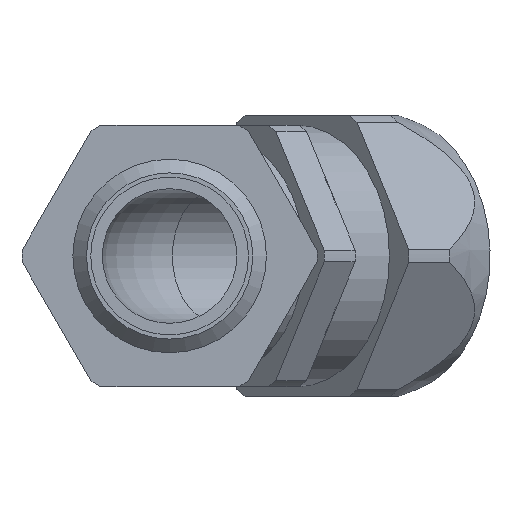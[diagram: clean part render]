
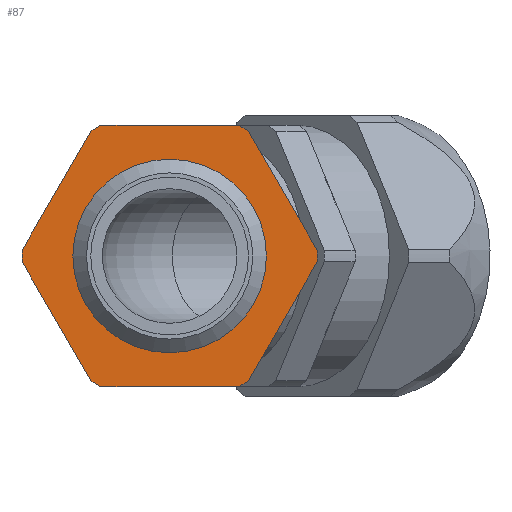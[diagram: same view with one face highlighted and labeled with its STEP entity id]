
A CAD part, front view. The second image highlights one B-rep face of the part: STEP entity #87.
In plain terms, the highlighted planar face has unit normal (0, -1, 0).
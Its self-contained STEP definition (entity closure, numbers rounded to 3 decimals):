
#87 = ADVANCED_FACE( '', ( #171, #172 ), #173, .T. );
#171 = FACE_BOUND( '', #315, .T. );
#172 = FACE_OUTER_BOUND( '', #316, .T. );
#173 = PLANE( '', #317 );
#315 = EDGE_LOOP( '', ( #519 ) );
#316 = EDGE_LOOP( '', ( #520, #521, #522, #523, #524, #525, #526, #527, #528, #529, #530, #531 ) );
#317 = AXIS2_PLACEMENT_3D( '', #532, #533, #534 );
#519 = ORIENTED_EDGE( '', *, *, #930, .F. );
#520 = ORIENTED_EDGE( '', *, *, #931, .T. );
#521 = ORIENTED_EDGE( '', *, *, #932, .T. );
#522 = ORIENTED_EDGE( '', *, *, #933, .T. );
#523 = ORIENTED_EDGE( '', *, *, #934, .T. );
#524 = ORIENTED_EDGE( '', *, *, #935, .T. );
#525 = ORIENTED_EDGE( '', *, *, #936, .T. );
#526 = ORIENTED_EDGE( '', *, *, #937, .T. );
#527 = ORIENTED_EDGE( '', *, *, #938, .T. );
#528 = ORIENTED_EDGE( '', *, *, #939, .T. );
#529 = ORIENTED_EDGE( '', *, *, #940, .T. );
#530 = ORIENTED_EDGE( '', *, *, #941, .T. );
#531 = ORIENTED_EDGE( '', *, *, #942, .T. );
#532 = CARTESIAN_POINT( '', ( -17.75, -4.5, 0. ) );
#533 = DIRECTION( '', ( 0., -1., 0. ) );
#534 = DIRECTION( '', ( 0., 0., -1. ) );
#930 = EDGE_CURVE( '', #1105, #1105, #1106, .T. );
#931 = EDGE_CURVE( '', #1107, #1108, #1109, .T. );
#932 = EDGE_CURVE( '', #1108, #1110, #1111, .T. );
#933 = EDGE_CURVE( '', #1110, #1112, #1113, .T. );
#934 = EDGE_CURVE( '', #1112, #1114, #1115, .T. );
#935 = EDGE_CURVE( '', #1114, #1116, #1117, .T. );
#936 = EDGE_CURVE( '', #1116, #1118, #1119, .T. );
#937 = EDGE_CURVE( '', #1118, #1120, #1121, .T. );
#938 = EDGE_CURVE( '', #1120, #1122, #1123, .T. );
#939 = EDGE_CURVE( '', #1122, #1124, #1125, .T. );
#940 = EDGE_CURVE( '', #1124, #1126, #1127, .T. );
#941 = EDGE_CURVE( '', #1126, #1128, #1129, .T. );
#942 = EDGE_CURVE( '', #1128, #1107, #1130, .T. );
#1105 = VERTEX_POINT( '', #1527 );
#1106 = CIRCLE( '', #1528, 10. );
#1107 = VERTEX_POINT( '', #1529 );
#1108 = VERTEX_POINT( '', #1530 );
#1109 = LINE( '', #1531, #1532 );
#1110 = VERTEX_POINT( '', #1533 );
#1111 = CIRCLE( '', #1534, 15.25 );
#1112 = VERTEX_POINT( '', #1535 );
#1113 = LINE( '', #1536, #1537 );
#1114 = VERTEX_POINT( '', #1538 );
#1115 = CIRCLE( '', #1539, 15.25 );
#1116 = VERTEX_POINT( '', #1540 );
#1117 = LINE( '', #1541, #1542 );
#1118 = VERTEX_POINT( '', #1543 );
#1119 = CIRCLE( '', #1544, 15.25 );
#1120 = VERTEX_POINT( '', #1545 );
#1121 = LINE( '', #1546, #1547 );
#1122 = VERTEX_POINT( '', #1548 );
#1123 = CIRCLE( '', #1549, 15.25 );
#1124 = VERTEX_POINT( '', #1550 );
#1125 = LINE( '', #1551, #1552 );
#1126 = VERTEX_POINT( '', #1553 );
#1127 = CIRCLE( '', #1554, 15.25 );
#1128 = VERTEX_POINT( '', #1555 );
#1129 = LINE( '', #1556, #1557 );
#1130 = CIRCLE( '', #1558, 15.25 );
#1527 = CARTESIAN_POINT( '', ( -17.75, -4.5, -10. ) );
#1528 = AXIS2_PLACEMENT_3D( '', #1827, #1828, #1829 );
#1529 = CARTESIAN_POINT( '', ( -9.605, -4.5, -12.893 ) );
#1530 = CARTESIAN_POINT( '', ( -2.512, -4.5, -0.607 ) );
#1531 = CARTESIAN_POINT( '', ( -9.605, -4.5, -12.893 ) );
#1532 = VECTOR( '', #1830, 1000. );
#1533 = CARTESIAN_POINT( '', ( -2.512, -4.5, 0.607 ) );
#1534 = AXIS2_PLACEMENT_3D( '', #1831, #1832, #1833 );
#1535 = CARTESIAN_POINT( '', ( -9.605, -4.5, 12.893 ) );
#1536 = CARTESIAN_POINT( '', ( -2.512, -4.5, 0.607 ) );
#1537 = VECTOR( '', #1834, 1000. );
#1538 = CARTESIAN_POINT( '', ( -10.657, -4.5, 13.5 ) );
#1539 = AXIS2_PLACEMENT_3D( '', #1835, #1836, #1837 );
#1540 = CARTESIAN_POINT( '', ( -24.843, -4.5, 13.5 ) );
#1541 = CARTESIAN_POINT( '', ( -10.657, -4.5, 13.5 ) );
#1542 = VECTOR( '', #1838, 1000. );
#1543 = CARTESIAN_POINT( '', ( -25.895, -4.5, 12.893 ) );
#1544 = AXIS2_PLACEMENT_3D( '', #1839, #1840, #1841 );
#1545 = CARTESIAN_POINT( '', ( -32.988, -4.5, 0.607 ) );
#1546 = CARTESIAN_POINT( '', ( -25.895, -4.5, 12.893 ) );
#1547 = VECTOR( '', #1842, 1000. );
#1548 = CARTESIAN_POINT( '', ( -32.988, -4.5, -0.607 ) );
#1549 = AXIS2_PLACEMENT_3D( '', #1843, #1844, #1845 );
#1550 = CARTESIAN_POINT( '', ( -25.895, -4.5, -12.893 ) );
#1551 = CARTESIAN_POINT( '', ( -32.988, -4.5, -0.607 ) );
#1552 = VECTOR( '', #1846, 1000. );
#1553 = CARTESIAN_POINT( '', ( -24.843, -4.5, -13.5 ) );
#1554 = AXIS2_PLACEMENT_3D( '', #1847, #1848, #1849 );
#1555 = CARTESIAN_POINT( '', ( -10.657, -4.5, -13.5 ) );
#1556 = CARTESIAN_POINT( '', ( -24.843, -4.5, -13.5 ) );
#1557 = VECTOR( '', #1850, 1000. );
#1558 = AXIS2_PLACEMENT_3D( '', #1851, #1852, #1853 );
#1827 = CARTESIAN_POINT( '', ( -17.75, -4.5, 0. ) );
#1828 = DIRECTION( '', ( 0., -1., 0. ) );
#1829 = DIRECTION( '', ( 0., 0., -1. ) );
#1830 = DIRECTION( '', ( 0.5, 0., 0.866 ) );
#1831 = CARTESIAN_POINT( '', ( -17.75, -4.5, 0. ) );
#1832 = DIRECTION( '', ( 0., -1., 0. ) );
#1833 = DIRECTION( '', ( -1., 0., 0. ) );
#1834 = DIRECTION( '', ( -0.5, 0., 0.866 ) );
#1835 = CARTESIAN_POINT( '', ( -17.75, -4.5, 0. ) );
#1836 = DIRECTION( '', ( 0., -1., 0. ) );
#1837 = DIRECTION( '', ( -1., 0., 0. ) );
#1838 = DIRECTION( '', ( -1., 0., 0. ) );
#1839 = CARTESIAN_POINT( '', ( -17.75, -4.5, 0. ) );
#1840 = DIRECTION( '', ( 0., -1., 0. ) );
#1841 = DIRECTION( '', ( -1., 0., 0. ) );
#1842 = DIRECTION( '', ( -0.5, 0., -0.866 ) );
#1843 = CARTESIAN_POINT( '', ( -17.75, -4.5, 0. ) );
#1844 = DIRECTION( '', ( 0., -1., 0. ) );
#1845 = DIRECTION( '', ( -1., 0., 0. ) );
#1846 = DIRECTION( '', ( 0.5, 0., -0.866 ) );
#1847 = CARTESIAN_POINT( '', ( -17.75, -4.5, 0. ) );
#1848 = DIRECTION( '', ( 0., -1., 0. ) );
#1849 = DIRECTION( '', ( -1., 0., 0. ) );
#1850 = DIRECTION( '', ( 1., 0., 0. ) );
#1851 = CARTESIAN_POINT( '', ( -17.75, -4.5, 0. ) );
#1852 = DIRECTION( '', ( 0., -1., 0. ) );
#1853 = DIRECTION( '', ( -1., 0., 0. ) );
